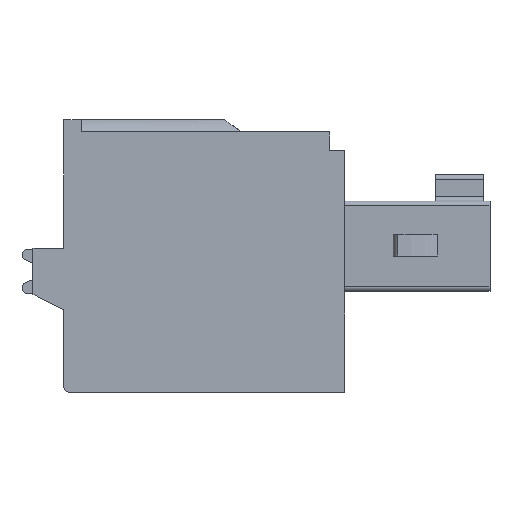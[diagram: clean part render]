
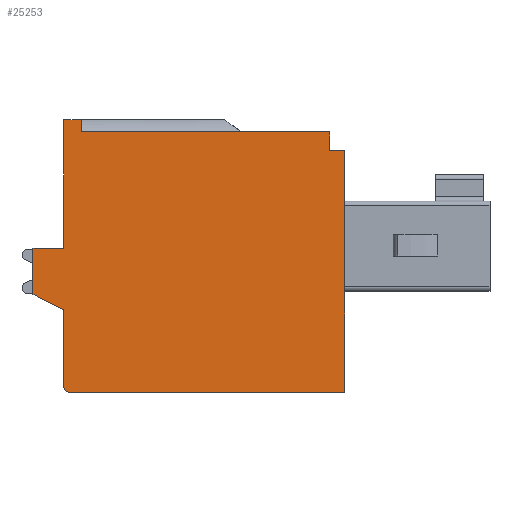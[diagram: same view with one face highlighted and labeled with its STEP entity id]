
A CAD part, left-side view. The second image highlights one B-rep face of the part: STEP entity #25253.
In plain terms, the highlighted planar face has unit normal (-1, 0, 0).
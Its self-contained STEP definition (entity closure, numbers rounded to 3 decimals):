
#393 = CARTESIAN_POINT ( 'NONE',  ( 0., 7.3, 11. ) ) ;
#472 = VECTOR ( 'NONE', #12996, 1000. ) ;
#534 = CARTESIAN_POINT ( 'NONE',  ( 0., 19.4, 12.4 ) ) ;
#686 = CARTESIAN_POINT ( 'NONE',  ( 0., 19.4, 6.55 ) ) ;
#1205 = DIRECTION ( 'NONE',  ( 0., 0., 1. ) ) ;
#1821 = CARTESIAN_POINT ( 'NONE',  ( 0., 20.8, 12.4 ) ) ;
#2306 = DIRECTION ( 'NONE',  ( 0., -1., 0. ) ) ;
#2363 = CARTESIAN_POINT ( 'NONE',  ( 0., 19.4, 3.75 ) ) ;
#2478 = DIRECTION ( 'NONE',  ( 0., 0., 1. ) ) ;
#2616 = CARTESIAN_POINT ( 'NONE',  ( 0., 18.6, 12.4 ) ) ;
#3585 = ORIENTED_EDGE ( 'NONE', *, *, #20566, .T. ) ;
#3750 = CARTESIAN_POINT ( 'NONE',  ( 0., 20.8, 4.45 ) ) ;
#3756 = VERTEX_POINT ( 'NONE', #18649 ) ;
#4896 = DIRECTION ( 'NONE',  ( 0., -1., 0. ) ) ;
#4966 = EDGE_CURVE ( 'NONE', #3756, #18953, #23125, .T. ) ;
#5258 = ORIENTED_EDGE ( 'NONE', *, *, #25278, .T. ) ;
#5263 = VECTOR ( 'NONE', #21691, 1000. ) ;
#5487 = EDGE_CURVE ( 'NONE', #10126, #14435, #14634, .T. ) ;
#5797 = DIRECTION ( 'NONE',  ( 0., -0.894, -0.447 ) ) ;
#5826 = DIRECTION ( 'NONE',  ( 0., 0., 1. ) ) ;
#5841 = CARTESIAN_POINT ( 'NONE',  ( 0., 20.8, 6.55 ) ) ;
#6023 = VERTEX_POINT ( 'NONE', #17572 ) ;
#6436 = CARTESIAN_POINT ( 'NONE',  ( 0., 19.4, 0.25 ) ) ;
#6835 = VECTOR ( 'NONE', #20066, 1000. ) ;
#7010 = VECTOR ( 'NONE', #22808, 1000. ) ;
#7055 = ORIENTED_EDGE ( 'NONE', *, *, #19345, .F. ) ;
#7524 = CARTESIAN_POINT ( 'NONE',  ( 0., 6.6, 0. ) ) ;
#7770 = DIRECTION ( 'NONE',  ( 0., 0., 1. ) ) ;
#7875 = EDGE_CURVE ( 'NONE', #19513, #9787, #17357, .T. ) ;
#8515 = ORIENTED_EDGE ( 'NONE', *, *, #26248, .F. ) ;
#9214 = CARTESIAN_POINT ( 'NONE',  ( 0., 19.15, 0. ) ) ;
#9787 = VERTEX_POINT ( 'NONE', #22308 ) ;
#10126 = VERTEX_POINT ( 'NONE', #24051 ) ;
#10269 = ORIENTED_EDGE ( 'NONE', *, *, #15320, .T. ) ;
#10293 = VECTOR ( 'NONE', #5797, 1000. ) ;
#10406 = EDGE_CURVE ( 'NONE', #14435, #14908, #25387, .T. ) ;
#10521 = VECTOR ( 'NONE', #21097, 1000. ) ;
#10580 = VECTOR ( 'NONE', #1205, 1000. ) ;
#11132 = LINE ( 'NONE', #686, #25035 ) ;
#11893 = EDGE_CURVE ( 'NONE', #6023, #19669, #23917, .T. ) ;
#11910 = VERTEX_POINT ( 'NONE', #9214 ) ;
#11925 = ORIENTED_EDGE ( 'NONE', *, *, #4966, .T. ) ;
#11931 = CARTESIAN_POINT ( 'NONE',  ( 0., 19.15, 0.25 ) ) ;
#12117 = ORIENTED_EDGE ( 'NONE', *, *, #10406, .T. ) ;
#12171 = CARTESIAN_POINT ( 'NONE',  ( 0., 18.6, 12.4 ) ) ;
#12795 = LINE ( 'NONE', #21243, #19867 ) ;
#12820 = DIRECTION ( 'NONE',  ( 0., 1., 0. ) ) ;
#12831 = LINE ( 'NONE', #17121, #5263 ) ;
#12867 = VERTEX_POINT ( 'NONE', #23575 ) ;
#12899 = LINE ( 'NONE', #17463, #17253 ) ;
#12996 = DIRECTION ( 'NONE',  ( 0., 0., -1. ) ) ;
#13541 = EDGE_CURVE ( 'NONE', #19669, #11910, #18923, .T. ) ;
#14145 = CARTESIAN_POINT ( 'NONE',  ( 0., 19.4, 12.4 ) ) ;
#14168 = EDGE_CURVE ( 'NONE', #9787, #14597, #11132, .T. ) ;
#14435 = VERTEX_POINT ( 'NONE', #393 ) ;
#14572 = DIRECTION ( 'NONE',  ( -1., 0., 0. ) ) ;
#14597 = VERTEX_POINT ( 'NONE', #5841 ) ;
#14634 = LINE ( 'NONE', #18541, #7010 ) ;
#14908 = VERTEX_POINT ( 'NONE', #21031 ) ;
#15320 = EDGE_CURVE ( 'NONE', #11910, #12867, #12899, .T. ) ;
#15537 = CARTESIAN_POINT ( 'NONE',  ( 0., 20.8, 12.4 ) ) ;
#16135 = ORIENTED_EDGE ( 'NONE', *, *, #13541, .T. ) ;
#17121 = CARTESIAN_POINT ( 'NONE',  ( 0., 11.3, 11.85 ) ) ;
#17253 = VECTOR ( 'NONE', #4896, 1000. ) ;
#17357 = LINE ( 'NONE', #534, #10521 ) ;
#17463 = CARTESIAN_POINT ( 'NONE',  ( 0., 20.8, 0. ) ) ;
#17572 = CARTESIAN_POINT ( 'NONE',  ( 0., 19.4, 3.75 ) ) ;
#17648 = VERTEX_POINT ( 'NONE', #21277 ) ;
#17824 = AXIS2_PLACEMENT_3D ( 'NONE', #1821, #22953, #24986 ) ;
#18058 = ORIENTED_EDGE ( 'NONE', *, *, #5487, .T. ) ;
#18184 = LINE ( 'NONE', #7524, #10580 ) ;
#18512 = ORIENTED_EDGE ( 'NONE', *, *, #14168, .T. ) ;
#18541 = CARTESIAN_POINT ( 'NONE',  ( 0., 7.3, 11. ) ) ;
#18649 = CARTESIAN_POINT ( 'NONE',  ( 0., 18.6, 11.85 ) ) ;
#18889 = EDGE_CURVE ( 'NONE', #14908, #3756, #12831, .T. ) ;
#18923 = CIRCLE ( 'NONE', #21988, 0.25 ) ;
#18953 = VERTEX_POINT ( 'NONE', #2616 ) ;
#19345 = EDGE_CURVE ( 'NONE', #19513, #18953, #12795, .T. ) ;
#19351 = CARTESIAN_POINT ( 'NONE',  ( 0., 7.3, 11.85 ) ) ;
#19513 = VERTEX_POINT ( 'NONE', #14145 ) ;
#19669 = VERTEX_POINT ( 'NONE', #6436 ) ;
#19867 = VECTOR ( 'NONE', #2306, 1000. ) ;
#20066 = DIRECTION ( 'NONE',  ( 0., 0., 1. ) ) ;
#20127 = VECTOR ( 'NONE', #2478, 1000. ) ;
#20463 = LINE ( 'NONE', #3750, #10293 ) ;
#20566 = EDGE_CURVE ( 'NONE', #12867, #10126, #18184, .T. ) ;
#21031 = CARTESIAN_POINT ( 'NONE',  ( 0., 7.3, 11.85 ) ) ;
#21097 = DIRECTION ( 'NONE',  ( 0., 0., -1. ) ) ;
#21243 = CARTESIAN_POINT ( 'NONE',  ( 0., 20.8, 12.4 ) ) ;
#21277 = CARTESIAN_POINT ( 'NONE',  ( 0., 20.8, 4.45 ) ) ;
#21672 = EDGE_LOOP ( 'NONE', ( #25765, #11925, #7055, #22589, #18512, #8515, #5258, #24863, #16135, #10269, #3585, #18058, #12117 ) ) ;
#21691 = DIRECTION ( 'NONE',  ( 0., 1., 0. ) ) ;
#21988 = AXIS2_PLACEMENT_3D ( 'NONE', #11931, #14572, #7770 ) ;
#22308 = CARTESIAN_POINT ( 'NONE',  ( 0., 19.4, 6.55 ) ) ;
#22589 = ORIENTED_EDGE ( 'NONE', *, *, #7875, .T. ) ;
#22808 = DIRECTION ( 'NONE',  ( 0., 1., 0. ) ) ;
#22809 = FACE_OUTER_BOUND ( 'NONE', #21672, .T. ) ;
#22953 = DIRECTION ( 'NONE',  ( 1., 0., 0. ) ) ;
#23125 = LINE ( 'NONE', #12171, #24190 ) ;
#23575 = CARTESIAN_POINT ( 'NONE',  ( 0., 6.6, 0. ) ) ;
#23917 = LINE ( 'NONE', #2363, #472 ) ;
#24051 = CARTESIAN_POINT ( 'NONE',  ( 0., 6.6, 11. ) ) ;
#24190 = VECTOR ( 'NONE', #5826, 1000. ) ;
#24729 = PLANE ( 'NONE',  #17824 ) ;
#24863 = ORIENTED_EDGE ( 'NONE', *, *, #11893, .T. ) ;
#24986 = DIRECTION ( 'NONE',  ( 0., 0., -1. ) ) ;
#25035 = VECTOR ( 'NONE', #12820, 1000. ) ;
#25253 = ADVANCED_FACE ( 'NONE', ( #22809 ), #24729, .F. ) ;
#25278 = EDGE_CURVE ( 'NONE', #17648, #6023, #20463, .T. ) ;
#25387 = LINE ( 'NONE', #19351, #20127 ) ;
#25765 = ORIENTED_EDGE ( 'NONE', *, *, #18889, .T. ) ;
#26248 = EDGE_CURVE ( 'NONE', #17648, #14597, #26282, .T. ) ;
#26282 = LINE ( 'NONE', #15537, #6835 ) ;
